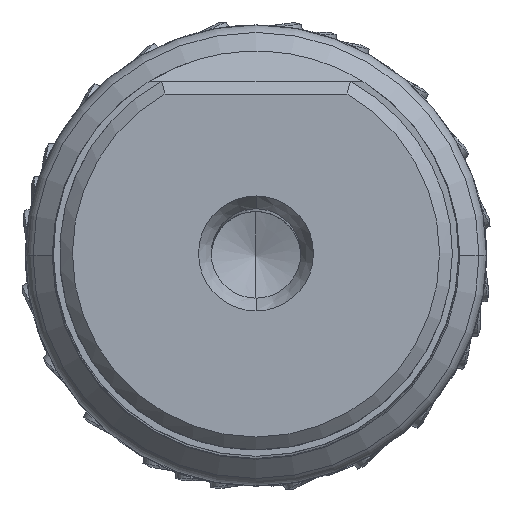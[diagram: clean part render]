
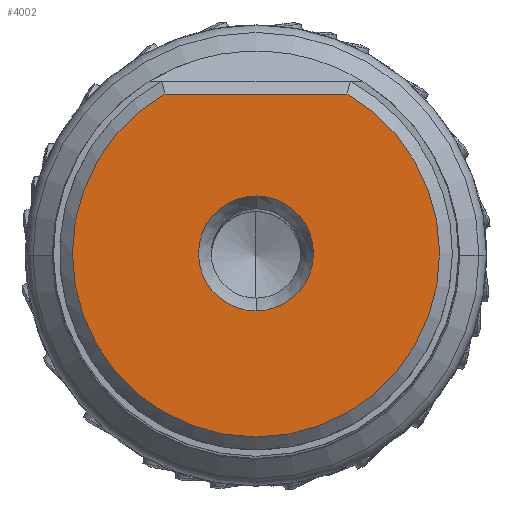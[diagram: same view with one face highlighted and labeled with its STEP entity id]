
A CAD part, top view. The second image highlights one B-rep face of the part: STEP entity #4002.
In plain terms, the highlighted planar face has unit normal (0, 0, 1).
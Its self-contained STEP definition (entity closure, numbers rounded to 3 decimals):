
#412=FACE_BOUND('',#10101,.T.);
#413=FACE_BOUND('',#10102,.T.);
#2309=PLANE('',#48222);
#4002=ADVANCED_FACE('',(#412,#413),#2309,.T.);
#10101=EDGE_LOOP('',(#26854,#26855,#26856));
#10102=EDGE_LOOP('',(#26857,#26858));
#14581=LINE('',#93532,#16906);
#16906=VECTOR('',#58230,1.);
#26854=ORIENTED_EDGE('',*,*,#40281,.F.);
#26855=ORIENTED_EDGE('',*,*,#40282,.F.);
#26856=ORIENTED_EDGE('',*,*,#40283,.T.);
#26857=ORIENTED_EDGE('',*,*,#40280,.F.);
#26858=ORIENTED_EDGE('',*,*,#40284,.F.);
#34241=VERTEX_POINT('',#93522);
#34242=VERTEX_POINT('',#93524);
#34243=VERTEX_POINT('',#93528);
#34244=VERTEX_POINT('',#93529);
#34245=VERTEX_POINT('',#93531);
#40280=EDGE_CURVE('',#34242,#34241,#43371,.T.);
#40281=EDGE_CURVE('',#34243,#34244,#43372,.T.);
#40282=EDGE_CURVE('',#34245,#34243,#43373,.T.);
#40283=EDGE_CURVE('',#34245,#34244,#14581,.T.);
#40284=EDGE_CURVE('',#34241,#34242,#43374,.T.);
#43371=CIRCLE('',#48217,4.5);
#43372=CIRCLE('',#48219,14.375);
#43373=CIRCLE('',#48220,14.375);
#43374=CIRCLE('',#48221,4.5);
#48217=AXIS2_PLACEMENT_3D('',#93525,#58222,#58223);
#48219=AXIS2_PLACEMENT_3D('',#93527,#58226,#58227);
#48220=AXIS2_PLACEMENT_3D('',#93530,#58228,#58229);
#48221=AXIS2_PLACEMENT_3D('',#93533,#58231,#58232);
#48222=AXIS2_PLACEMENT_3D('',#93534,#58233,#58234);
#58222=DIRECTION('',(0.,0.,1.));
#58223=DIRECTION('',(0.,1.,0.));
#58226=DIRECTION('',(0.,0.,-1.));
#58227=DIRECTION('',(0.,-1.,0.));
#58228=DIRECTION('',(0.,0.,-1.));
#58229=DIRECTION('',(0.496,0.869,0.));
#58230=DIRECTION('',(-1.,0.,0.));
#58231=DIRECTION('',(0.,0.,1.));
#58232=DIRECTION('',(0.,-1.,0.));
#58233=DIRECTION('',(0.,0.,1.));
#58234=DIRECTION('',(-1.,0.,0.));
#93522=CARTESIAN_POINT('',(0.,-4.5,0.));
#93524=CARTESIAN_POINT('',(0.,4.5,0.));
#93525=CARTESIAN_POINT('',(0.,0.,0.));
#93527=CARTESIAN_POINT('',(0.,0.,0.));
#93528=CARTESIAN_POINT('',(0.,-14.375,0.));
#93529=CARTESIAN_POINT('',(-7.125,12.485,0.));
#93530=CARTESIAN_POINT('',(0.,0.,0.));
#93531=CARTESIAN_POINT('',(7.125,12.485,0.));
#93532=CARTESIAN_POINT('',(7.125,12.485,0.));
#93533=CARTESIAN_POINT('',(0.,0.,0.));
#93534=CARTESIAN_POINT('',(0.,-0.945,0.));
